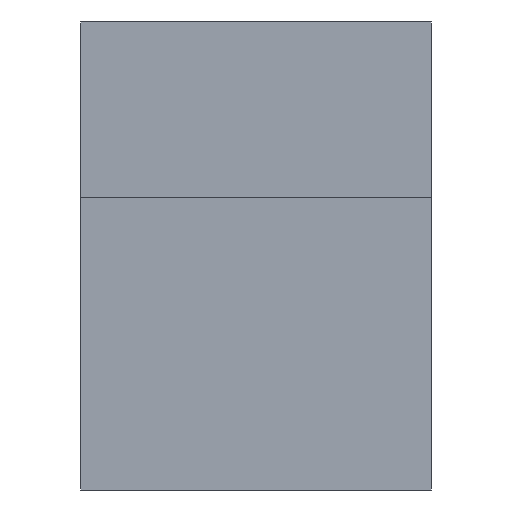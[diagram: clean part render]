
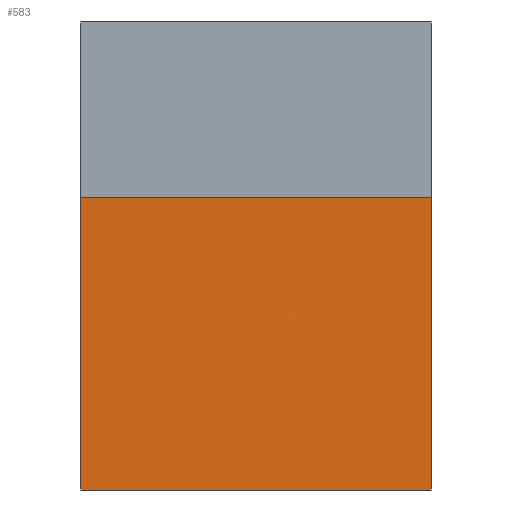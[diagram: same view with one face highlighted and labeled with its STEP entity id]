
A CAD part, front view. The second image highlights one B-rep face of the part: STEP entity #583.
In plain terms, the highlighted planar face has unit normal (0, -1, 0).
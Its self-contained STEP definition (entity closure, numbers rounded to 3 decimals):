
#8 = VERTEX_POINT ( 'NONE', #809 ) ;
#29 = DIRECTION ( 'NONE',  ( 0., 0., 1. ) ) ;
#43 = CARTESIAN_POINT ( 'NONE',  ( 16., -55., 0. ) ) ;
#46 = LINE ( 'NONE', #576, #820 ) ;
#93 = CARTESIAN_POINT ( 'NONE',  ( 16., -55., 12. ) ) ;
#168 = CARTESIAN_POINT ( 'NONE',  ( 6., -55., 12. ) ) ;
#177 = ORIENTED_EDGE ( 'NONE', *, *, #396, .T. ) ;
#222 = CARTESIAN_POINT ( 'NONE',  ( 16., -55., 0. ) ) ;
#229 = VECTOR ( 'NONE', #288, 1000. ) ;
#288 = DIRECTION ( 'NONE',  ( 0., 0., 1. ) ) ;
#348 = CARTESIAN_POINT ( 'NONE',  ( 6., -55., 0. ) ) ;
#396 = EDGE_CURVE ( 'NONE', #484, #853, #448, .T. ) ;
#417 = VECTOR ( 'NONE', #455, 1000. ) ;
#421 = EDGE_LOOP ( 'NONE', ( #657, #964, #177, #976 ) ) ;
#448 = LINE ( 'NONE', #43, #229 ) ;
#455 = DIRECTION ( 'NONE',  ( -1., 0., 0. ) ) ;
#464 = PLANE ( 'NONE',  #985 ) ;
#467 = LINE ( 'NONE', #513, #417 ) ;
#484 = VERTEX_POINT ( 'NONE', #938 ) ;
#495 = LINE ( 'NONE', #348, #805 ) ;
#513 = CARTESIAN_POINT ( 'NONE',  ( 16., -55., 0. ) ) ;
#545 = DIRECTION ( 'NONE',  ( 0., 1., 0. ) ) ;
#576 = CARTESIAN_POINT ( 'NONE',  ( 16., -55., 12. ) ) ;
#583 = ADVANCED_FACE ( 'NONE', ( #695 ), #464, .F. ) ;
#637 = DIRECTION ( 'NONE',  ( -1., 0., 0. ) ) ;
#657 = ORIENTED_EDGE ( 'NONE', *, *, #906, .F. ) ;
#695 = FACE_OUTER_BOUND ( 'NONE', #421, .T. ) ;
#797 = VERTEX_POINT ( 'NONE', #168 ) ;
#798 = EDGE_CURVE ( 'NONE', #853, #797, #46, .T. ) ;
#805 = VECTOR ( 'NONE', #29, 1000. ) ;
#809 = CARTESIAN_POINT ( 'NONE',  ( 6., -55., 0. ) ) ;
#820 = VECTOR ( 'NONE', #981, 1000. ) ;
#853 = VERTEX_POINT ( 'NONE', #93 ) ;
#906 = EDGE_CURVE ( 'NONE', #8, #797, #495, .T. ) ;
#938 = CARTESIAN_POINT ( 'NONE',  ( 16., -55., 0. ) ) ;
#964 = ORIENTED_EDGE ( 'NONE', *, *, #983, .F. ) ;
#976 = ORIENTED_EDGE ( 'NONE', *, *, #798, .T. ) ;
#981 = DIRECTION ( 'NONE',  ( -1., 0., 0. ) ) ;
#983 = EDGE_CURVE ( 'NONE', #484, #8, #467, .T. ) ;
#985 = AXIS2_PLACEMENT_3D ( 'NONE', #222, #545, #637 ) ;
